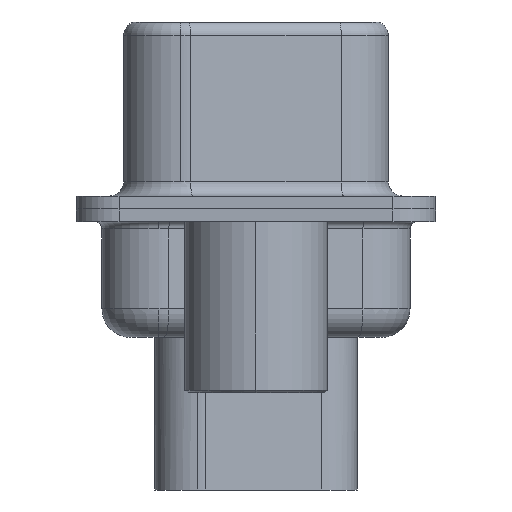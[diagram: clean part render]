
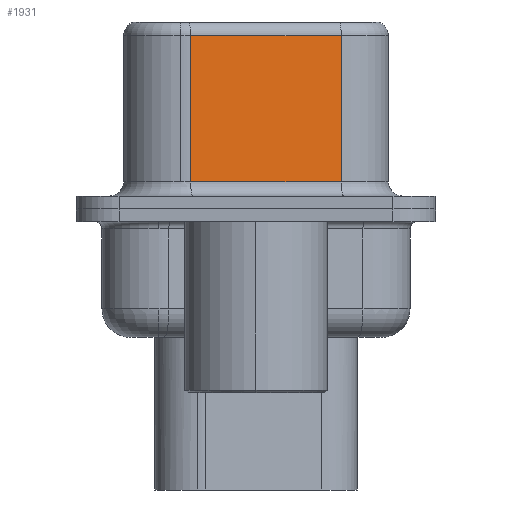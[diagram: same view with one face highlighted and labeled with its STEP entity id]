
A CAD part, left-side view. The second image highlights one B-rep face of the part: STEP entity #1931.
In plain terms, the highlighted planar face has unit normal (-0.985, -0.174, 0).
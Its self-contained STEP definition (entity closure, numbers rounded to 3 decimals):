
#266 = VECTOR ( 'NONE', #10916, 1000. ) ;
#1102 = DIRECTION ( 'NONE',  ( 0., 0., -1. ) ) ;
#1169 = FACE_OUTER_BOUND ( 'NONE', #11968, .T. ) ;
#1471 = EDGE_CURVE ( 'NONE', #2117, #10600, #4698, .T. ) ;
#1931 = ADVANCED_FACE ( 'NONE', ( #1169 ), #2454, .F. ) ;
#2117 = VERTEX_POINT ( 'NONE', #8471 ) ;
#2172 = LINE ( 'NONE', #6547, #9648 ) ;
#2454 = PLANE ( 'NONE',  #6933 ) ;
#2691 = DIRECTION ( 'NONE',  ( -0.174, 0.985, 0. ) ) ;
#2728 = DIRECTION ( 'NONE',  ( 0.174, -0.985, 0. ) ) ;
#3871 = CARTESIAN_POINT ( 'NONE',  ( 4.546, -2.987, 0.95 ) ) ;
#3975 = EDGE_CURVE ( 'NONE', #10600, #6149, #6601, .T. ) ;
#4509 = ORIENTED_EDGE ( 'NONE', *, *, #10692, .T. ) ;
#4698 = LINE ( 'NONE', #6854, #13297 ) ;
#6149 = VERTEX_POINT ( 'NONE', #8375 ) ;
#6547 = CARTESIAN_POINT ( 'NONE',  ( 4.546, -2.987, 6.57 ) ) ;
#6601 = LINE ( 'NONE', #6668, #266 ) ;
#6611 = CARTESIAN_POINT ( 'NONE',  ( 4.546, -2.987, 6.57 ) ) ;
#6668 = CARTESIAN_POINT ( 'NONE',  ( 3.615, 2.293, 6.57 ) ) ;
#6854 = CARTESIAN_POINT ( 'NONE',  ( 4.546, -2.987, 6.07 ) ) ;
#6931 = CARTESIAN_POINT ( 'NONE',  ( 4.546, -2.987, 0.95 ) ) ;
#6933 = AXIS2_PLACEMENT_3D ( 'NONE', #6611, #13210, #10722 ) ;
#7377 = ORIENTED_EDGE ( 'NONE', *, *, #10333, .F. ) ;
#8375 = CARTESIAN_POINT ( 'NONE',  ( 3.615, 2.293, 0.95 ) ) ;
#8471 = CARTESIAN_POINT ( 'NONE',  ( 4.546, -2.987, 6.07 ) ) ;
#9335 = CARTESIAN_POINT ( 'NONE',  ( 3.615, 2.293, 6.07 ) ) ;
#9648 = VECTOR ( 'NONE', #1102, 1000. ) ;
#9872 = ORIENTED_EDGE ( 'NONE', *, *, #1471, .T. ) ;
#10103 = VECTOR ( 'NONE', #2728, 1000. ) ;
#10333 = EDGE_CURVE ( 'NONE', #2117, #11835, #2172, .T. ) ;
#10600 = VERTEX_POINT ( 'NONE', #9335 ) ;
#10692 = EDGE_CURVE ( 'NONE', #6149, #11835, #12835, .T. ) ;
#10722 = DIRECTION ( 'NONE',  ( -0.174, 0.985, 0. ) ) ;
#10916 = DIRECTION ( 'NONE',  ( 0., 0., -1. ) ) ;
#11713 = ORIENTED_EDGE ( 'NONE', *, *, #3975, .T. ) ;
#11835 = VERTEX_POINT ( 'NONE', #6931 ) ;
#11968 = EDGE_LOOP ( 'NONE', ( #7377, #9872, #11713, #4509 ) ) ;
#12835 = LINE ( 'NONE', #3871, #10103 ) ;
#13210 = DIRECTION ( 'NONE',  ( 0.985, 0.174, 0. ) ) ;
#13297 = VECTOR ( 'NONE', #2691, 1000. ) ;
